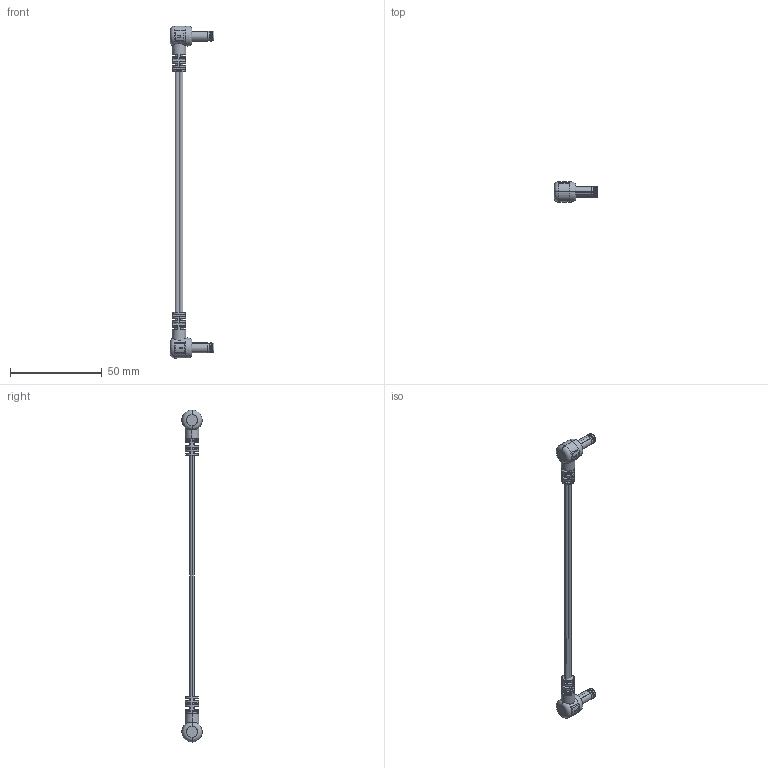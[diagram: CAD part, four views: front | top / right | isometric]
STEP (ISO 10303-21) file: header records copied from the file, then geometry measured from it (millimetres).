
FILE_DESCRIPTION (( 'STEP AP203' ), '1' );
FILE_NAME ('10-02561_revA.STEP', '2017-05-31T20:54:19', ( '' ), ( '' ), 'SwSTEP 2.0', 'SolidWorks 2015', '' );
FILE_SCHEMA (( 'CONFIG_CONTROL_DESIGN' ));
Length unit declared in the file: millimetre
Products named in the file (7): 50-00187 spring contact; 50-00187; 30-00395_blunt cut; 50-00187 insulator; 24-00006; 50-00187 shell; 10-02561_revA
Assembly tree (8 placements, depth 3):
  10-02561_revA
    30-00395_blunt cut
    24-00006  x2
    50-00187  x2
      50-00187 insulator
      50-00187 shell
      50-00187 spring contact
Bounding box: 23.86 x 11 x 181.12 mm (x, y, z)
Volume: 4565.3 mm3; surface area: 19547.2 mm2
Topology: 103 solids, 103 shells, 1176 faces, 2779 edges, 1826 vertices
Faces by surface type: cylinder 486, plane 406, bspline 192, torus 52, cone 40
Entity records: 28936 total; most frequent: CARTESIAN_POINT 8249, DIRECTION 4218, ORIENTED_EDGE 3946, EDGE_CURVE 1973, AXIS2_PLACEMENT_3D 1766, VERTEX_POINT 1302, EDGE_LOOP 1065, CIRCLE 974
